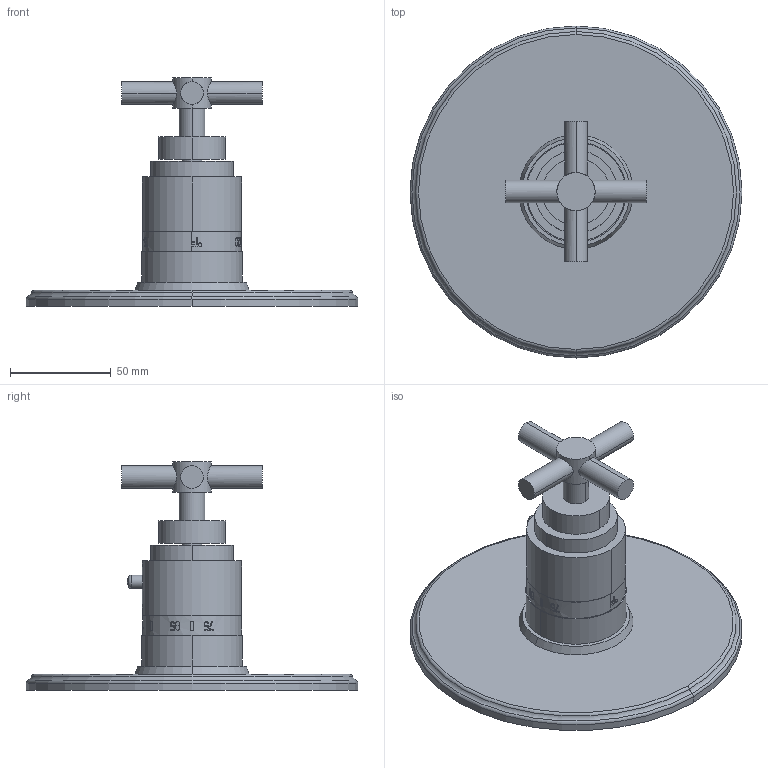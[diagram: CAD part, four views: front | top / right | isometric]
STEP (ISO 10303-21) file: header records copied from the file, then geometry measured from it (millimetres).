
FILE_DESCRIPTION((''),'2;1');
FILE_NAME('3-994TR','2020-12-04T13:43:18',('jinson.thomas'),(''),'CREO PARAMETRIC BY PTC INC, 2018400','CREO PARAMETRIC BY PTC INC, 2018400','');
FILE_SCHEMA(('CONFIG_CONTROL_DESIGN'));
Length unit declared in the file: inch
Products named in the file (1): 3-994TR
Bounding box: 165.1 x 165.1 x 113.65 mm (x, y, z)
Volume: 312610.3 mm3; surface area: 64917.7 mm2
Topology: 1 solids, 3 shells, 465 faces, 1256 edges, 821 vertices
Faces by surface type: plane 338, cylinder 87, bspline 24, torus 8, cone 6, sphere 2
Entity records: 24212 total; most frequent: CARTESIAN_POINT 13474, ORIENTED_EDGE 2500, DIRECTION 1788, EDGE_CURVE 1250, VERTEX_POINT 821, AXIS2_PLACEMENT_3D 631, B_SPLINE_CURVE_WITH_KNOTS 534, VECTOR 526
